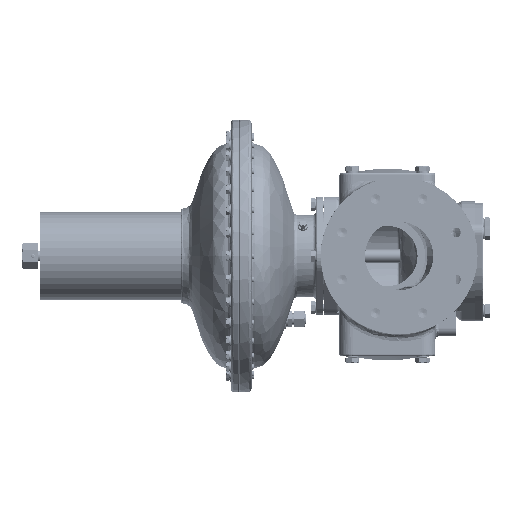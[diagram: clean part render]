
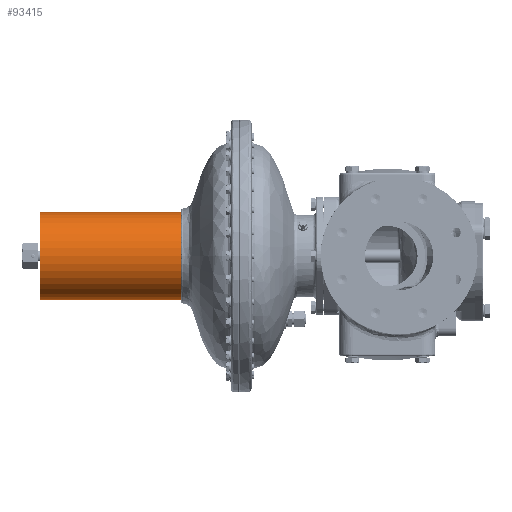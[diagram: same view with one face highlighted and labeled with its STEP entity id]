
A CAD part, left-side view. The second image highlights one B-rep face of the part: STEP entity #93415.
In plain terms, the highlighted cylindrical face has radius 63.5 mm (diameter 127 mm), a partial arc.
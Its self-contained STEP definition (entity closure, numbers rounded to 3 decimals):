
#7418 = VERTEX_POINT ( 'NONE', #49597 ) ;
#7864 = CIRCLE ( 'NONE', #84349, 63.5 ) ;
#11722 = DIRECTION ( 'NONE',  ( 0., -1., 0. ) ) ;
#12118 = ORIENTED_EDGE ( 'NONE', *, *, #63707, .F. ) ;
#12185 = AXIS2_PLACEMENT_3D ( 'NONE', #85517, #11722, #97953 ) ;
#18102 = DIRECTION ( 'NONE',  ( 0., 1., 0. ) ) ;
#20659 = VERTEX_POINT ( 'NONE', #39470 ) ;
#22136 = LINE ( 'NONE', #122040, #50993 ) ;
#23448 = CYLINDRICAL_SURFACE ( 'NONE', #98082, 63.5 ) ;
#27681 = CARTESIAN_POINT ( 'NONE',  ( 0., 523.28, 63.5 ) ) ;
#37547 = DIRECTION ( 'NONE',  ( 0., -1., 0. ) ) ;
#39470 = CARTESIAN_POINT ( 'NONE',  ( 0., 523.28, 63.5 ) ) ;
#39829 = CARTESIAN_POINT ( 'NONE',  ( 0., 318.28, -63.5 ) ) ;
#49597 = CARTESIAN_POINT ( 'NONE',  ( 0., 318.28, 63.5 ) ) ;
#50993 = VECTOR ( 'NONE', #97235, 1000. ) ;
#61617 = VERTEX_POINT ( 'NONE', #39829 ) ;
#62302 = DIRECTION ( 'NONE',  ( 0., 0., -1. ) ) ;
#63707 = EDGE_CURVE ( 'NONE', #20659, #7418, #127296, .T. ) ;
#73844 = EDGE_CURVE ( 'NONE', #20659, #118438, #101869, .T. ) ;
#84349 = AXIS2_PLACEMENT_3D ( 'NONE', #91964, #18102, #104351 ) ;
#85517 = CARTESIAN_POINT ( 'NONE',  ( 0., 523.28, 0. ) ) ;
#91964 = CARTESIAN_POINT ( 'NONE',  ( 0., 318.28, 0. ) ) ;
#93415 = ADVANCED_FACE ( 'NONE', ( #121888 ), #23448, .T. ) ;
#94482 = VECTOR ( 'NONE', #101587, 1000. ) ;
#97235 = DIRECTION ( 'NONE',  ( 0., -1., 0. ) ) ;
#97953 = DIRECTION ( 'NONE',  ( 0., 0., -1. ) ) ;
#98082 = AXIS2_PLACEMENT_3D ( 'NONE', #136262, #37547, #62302 ) ;
#98888 = ORIENTED_EDGE ( 'NONE', *, *, #73844, .T. ) ;
#100542 = EDGE_CURVE ( 'NONE', #118438, #61617, #22136, .T. ) ;
#101587 = DIRECTION ( 'NONE',  ( 0., -1., 0. ) ) ;
#101869 = CIRCLE ( 'NONE', #12185, 63.5 ) ;
#104351 = DIRECTION ( 'NONE',  ( 0., 0., -1. ) ) ;
#118438 = VERTEX_POINT ( 'NONE', #138942 ) ;
#118488 = EDGE_CURVE ( 'NONE', #61617, #7418, #7864, .T. ) ;
#121888 = FACE_OUTER_BOUND ( 'NONE', #128038, .T. ) ;
#122040 = CARTESIAN_POINT ( 'NONE',  ( 0., 523.28, -63.5 ) ) ;
#127296 = LINE ( 'NONE', #27681, #94482 ) ;
#128038 = EDGE_LOOP ( 'NONE', ( #12118, #98888, #148901, #159065 ) ) ;
#136262 = CARTESIAN_POINT ( 'NONE',  ( 0., 523.28, 0. ) ) ;
#138942 = CARTESIAN_POINT ( 'NONE',  ( 0., 523.28, -63.5 ) ) ;
#148901 = ORIENTED_EDGE ( 'NONE', *, *, #100542, .T. ) ;
#159065 = ORIENTED_EDGE ( 'NONE', *, *, #118488, .T. ) ;
